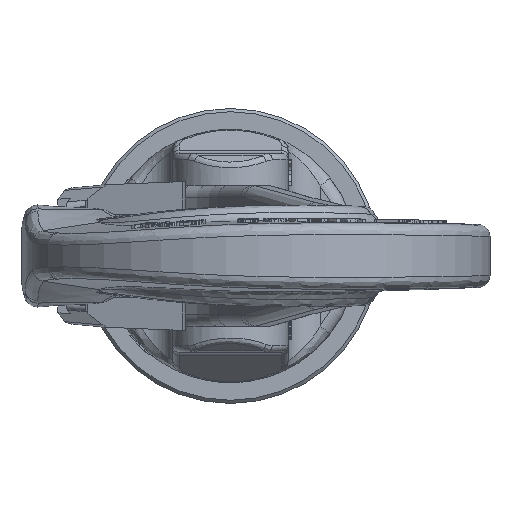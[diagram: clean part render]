
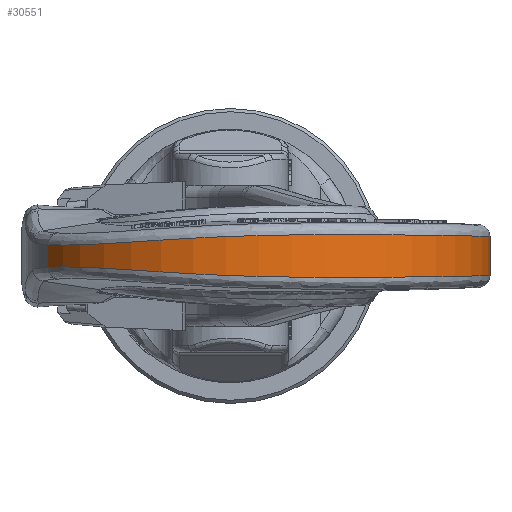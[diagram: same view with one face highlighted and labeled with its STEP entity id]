
A CAD part, left-side view. The second image highlights one B-rep face of the part: STEP entity #30551.
In plain terms, the highlighted cylindrical face has radius 36.5 mm (diameter 73 mm), a partial arc.
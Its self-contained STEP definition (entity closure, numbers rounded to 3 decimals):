
#17655=DIRECTION('',(0.,0.,1.));
#17656=VECTOR('',#17655,7.098);
#17657=CARTESIAN_POINT('',(25.12,-29.769,
-3.549));
#17658=LINE('',#17657,#17656);
#17659=CARTESIAN_POINT('',(25.12,-29.769,
3.549));
#17660=CARTESIAN_POINT('',(26.107,-29.069,
3.53));
#17661=CARTESIAN_POINT('',(28.011,-27.57,
3.488));
#17662=CARTESIAN_POINT('',(30.63,-25.05,
3.416));
#17663=CARTESIAN_POINT('',(32.988,-22.279,
3.339));
#17664=CARTESIAN_POINT('',(35.061,-19.284,
3.264));
#17665=CARTESIAN_POINT('',(36.234,-17.167,
3.221));
#17666=CARTESIAN_POINT('',(36.766,-16.082,
3.202));
#17668=CARTESIAN_POINT('',(36.766,-16.082,
3.202));
#17669=CARTESIAN_POINT('',(37.325,-14.944,
3.181));
#17670=CARTESIAN_POINT('',(38.324,-12.609,
3.143));
#17671=CARTESIAN_POINT('',(39.449,-8.969,
3.102));
#17672=CARTESIAN_POINT('',(40.19,-5.232,
3.076));
#17673=CARTESIAN_POINT('',(40.538,-1.438,
3.064));
#17674=CARTESIAN_POINT('',(40.489,2.373,3.063));
#17675=CARTESIAN_POINT('',(40.044,6.158,3.072));
#17676=CARTESIAN_POINT('',(39.207,9.876,3.09));
#17677=CARTESIAN_POINT('',(37.988,13.487,3.114));
#17678=CARTESIAN_POINT('',(36.399,16.952,3.144));
#17679=CARTESIAN_POINT('',(34.459,20.233,3.177));
#17680=CARTESIAN_POINT('',(32.187,23.294,3.213));
#17681=CARTESIAN_POINT('',(29.609,26.101,3.249));
#17682=CARTESIAN_POINT('',(26.752,28.626,3.283));
#17683=CARTESIAN_POINT('',(23.649,30.838,3.311));
#17684=CARTESIAN_POINT('',(20.333,32.716,3.329));
#17685=CARTESIAN_POINT('',(16.84,34.237,3.334));
#17686=CARTESIAN_POINT('',(13.21,35.387,3.321));
#17687=CARTESIAN_POINT('',(9.481,36.153,3.286));
#17688=CARTESIAN_POINT('',(5.697,36.527,3.224));
#17689=CARTESIAN_POINT('',(1.897,36.505,3.127));
#17690=CARTESIAN_POINT('',(-1.872,36.091,
2.987));
#17691=CARTESIAN_POINT('',(-5.588,35.287,
2.802));
#17692=CARTESIAN_POINT('',(-9.208,34.097,
2.587));
#17693=CARTESIAN_POINT('',(-12.69,32.535,
2.359));
#17694=CARTESIAN_POINT('',(-15.987,30.62,
2.136));
#17695=CARTESIAN_POINT('',(-19.059,28.379,
1.942));
#17696=CARTESIAN_POINT('',(-21.869,25.842,
1.794));
#17697=CARTESIAN_POINT('',(-24.393,23.04,
1.708));
#17698=CARTESIAN_POINT('',(-26.609,20.001,
1.693));
#17699=CARTESIAN_POINT('',(-27.871,17.834,
1.733));
#17700=CARTESIAN_POINT('',(-28.444,16.721,
1.765));
#17702=CARTESIAN_POINT('',(36.766,-16.082,
-3.202));
#17703=CARTESIAN_POINT('',(37.325,-14.944,
-3.181));
#17704=CARTESIAN_POINT('',(38.324,-12.609,
-3.143));
#17705=CARTESIAN_POINT('',(39.449,-8.969,
-3.102));
#17706=CARTESIAN_POINT('',(40.19,-5.232,
-3.076));
#17707=CARTESIAN_POINT('',(40.538,-1.438,
-3.064));
#17708=CARTESIAN_POINT('',(40.489,2.373,
-3.063));
#17709=CARTESIAN_POINT('',(40.044,6.158,
-3.072));
#17710=CARTESIAN_POINT('',(39.207,9.876,
-3.09));
#17711=CARTESIAN_POINT('',(37.988,13.487,
-3.114));
#17712=CARTESIAN_POINT('',(36.399,16.952,
-3.144));
#17713=CARTESIAN_POINT('',(34.459,20.233,
-3.177));
#17714=CARTESIAN_POINT('',(32.187,23.294,
-3.213));
#17715=CARTESIAN_POINT('',(29.609,26.101,
-3.249));
#17716=CARTESIAN_POINT('',(26.752,28.626,
-3.283));
#17717=CARTESIAN_POINT('',(23.649,30.838,
-3.311));
#17718=CARTESIAN_POINT('',(20.333,32.716,
-3.329));
#17719=CARTESIAN_POINT('',(16.84,34.237,
-3.334));
#17720=CARTESIAN_POINT('',(13.21,35.387,
-3.321));
#17721=CARTESIAN_POINT('',(9.481,36.153,
-3.286));
#17722=CARTESIAN_POINT('',(5.697,36.527,
-3.224));
#17723=CARTESIAN_POINT('',(1.897,36.505,
-3.127));
#17724=CARTESIAN_POINT('',(-1.872,36.091,
-2.987));
#17725=CARTESIAN_POINT('',(-5.588,35.287,
-2.802));
#17726=CARTESIAN_POINT('',(-9.208,34.097,
-2.587));
#17727=CARTESIAN_POINT('',(-12.69,32.535,
-2.359));
#17728=CARTESIAN_POINT('',(-15.987,30.62,
-2.136));
#17729=CARTESIAN_POINT('',(-19.059,28.379,
-1.942));
#17730=CARTESIAN_POINT('',(-21.869,25.842,
-1.794));
#17731=CARTESIAN_POINT('',(-24.393,23.04,
-1.708));
#17732=CARTESIAN_POINT('',(-26.609,20.001,
-1.693));
#17733=CARTESIAN_POINT('',(-27.871,17.834,
-1.733));
#17734=CARTESIAN_POINT('',(-28.444,16.721,
-1.765));
#17736=CARTESIAN_POINT('',(25.12,-29.769,
-3.549));
#17737=CARTESIAN_POINT('',(26.107,-29.069,
-3.53));
#17738=CARTESIAN_POINT('',(28.011,-27.57,
-3.488));
#17739=CARTESIAN_POINT('',(30.63,-25.05,
-3.416));
#17740=CARTESIAN_POINT('',(32.988,-22.279,
-3.339));
#17741=CARTESIAN_POINT('',(35.061,-19.284,
-3.264));
#17742=CARTESIAN_POINT('',(36.234,-17.167,
-3.221));
#17743=CARTESIAN_POINT('',(36.766,-16.082,
-3.202));
#17767=CARTESIAN_POINT('',(25.12,-29.769,
3.549));
#17782=CARTESIAN_POINT('',(25.12,-29.769,
-3.549));
#18403=DIRECTION('',(0.,0.,1.));
#18404=VECTOR('',#18403,3.529);
#18405=CARTESIAN_POINT('',(-28.444,16.721,
-1.765));
#18406=LINE('',#18405,#18404);
#29379=VERTEX_POINT('',#17782);
#29382=VERTEX_POINT('',#17743);
#29384=VERTEX_POINT('',#17734);
#29524=VERTEX_POINT('',#17767);
#29527=VERTEX_POINT('',#17666);
#29529=VERTEX_POINT('',#17700);
#30532=CARTESIAN_POINT('',(4.,0.,0.));
#30533=DIRECTION('',(0.,0.,1.));
#30534=DIRECTION('',(1.,0.,0.));
#30535=AXIS2_PLACEMENT_3D('',#30532,#30533,#30534);
#30536=CYLINDRICAL_SURFACE('',#30535,36.5);
#30538=ORIENTED_EDGE('',*,*,#30537,.T.);
#30540=ORIENTED_EDGE('',*,*,#30539,.T.);
#30542=ORIENTED_EDGE('',*,*,#30541,.T.);
#30544=ORIENTED_EDGE('',*,*,#30543,.F.);
#30546=ORIENTED_EDGE('',*,*,#30545,.F.);
#30548=ORIENTED_EDGE('',*,*,#30547,.F.);
#30549=EDGE_LOOP('',(#30538,#30540,#30542,#30544,#30546,#30548));
#30550=FACE_OUTER_BOUND('',#30549,.F.);
#30551=ADVANCED_FACE('',(#30550),#30536,.T.);
#17667=B_SPLINE_CURVE_WITH_KNOTS('',3,(#17659,#17660,#17661,#17662,#17663,
#17664,#17665,#17666),.UNSPECIFIED.,.F.,.F.,(4,1,1,1,1,4),(0.,0.2,0.4,
0.6,0.8,1.),.UNSPECIFIED.);
#17701=B_SPLINE_CURVE_WITH_KNOTS('',3,(#17668,#17669,#17670,#17671,#17672,
#17673,#17674,#17675,#17676,#17677,#17678,#17679,#17680,#17681,#17682,#17683,
#17684,#17685,#17686,#17687,#17688,#17689,#17690,#17691,#17692,#17693,#17694,
#17695,#17696,#17697,#17698,#17699,#17700),.UNSPECIFIED.,.F.,.F.,(4,1,1,1,1,1,1,
1,1,1,1,1,1,1,1,1,1,1,1,1,1,1,1,1,1,1,1,1,1,1,4),(0.,0.033,
0.067,0.1,0.133,0.167,0.2,
0.233,0.267,0.3,0.333,0.367,
0.4,0.433,0.467,0.5,0.533,
0.567,0.6,0.633,0.667,0.7,
0.733,0.767,0.8,0.833,0.867,
0.9,0.933,0.967,1.),.UNSPECIFIED.);
#17735=B_SPLINE_CURVE_WITH_KNOTS('',3,(#17702,#17703,#17704,#17705,#17706,
#17707,#17708,#17709,#17710,#17711,#17712,#17713,#17714,#17715,#17716,#17717,
#17718,#17719,#17720,#17721,#17722,#17723,#17724,#17725,#17726,#17727,#17728,
#17729,#17730,#17731,#17732,#17733,#17734),.UNSPECIFIED.,.F.,.F.,(4,1,1,1,1,1,1,
1,1,1,1,1,1,1,1,1,1,1,1,1,1,1,1,1,1,1,1,1,1,1,4),(0.,0.033,
0.067,0.1,0.133,0.167,0.2,
0.233,0.267,0.3,0.333,0.367,
0.4,0.433,0.467,0.5,0.533,
0.567,0.6,0.633,0.667,0.7,
0.733,0.767,0.8,0.833,0.867,
0.9,0.933,0.967,1.),.UNSPECIFIED.);
#17744=B_SPLINE_CURVE_WITH_KNOTS('',3,(#17736,#17737,#17738,#17739,#17740,
#17741,#17742,#17743),.UNSPECIFIED.,.F.,.F.,(4,1,1,1,1,4),(0.,0.2,0.4,
0.6,0.8,1.),.UNSPECIFIED.);
#30537=EDGE_CURVE('',#29379,#29524,#17658,.T.);
#30539=EDGE_CURVE('',#29524,#29527,#17667,.T.);
#30541=EDGE_CURVE('',#29527,#29529,#17701,.T.);
#30543=EDGE_CURVE('',#29384,#29529,#18406,.T.);
#30545=EDGE_CURVE('',#29382,#29384,#17735,.T.);
#30547=EDGE_CURVE('',#29379,#29382,#17744,.T.);
